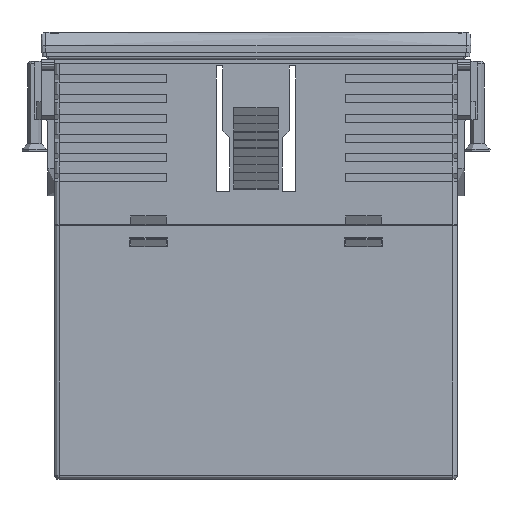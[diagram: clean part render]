
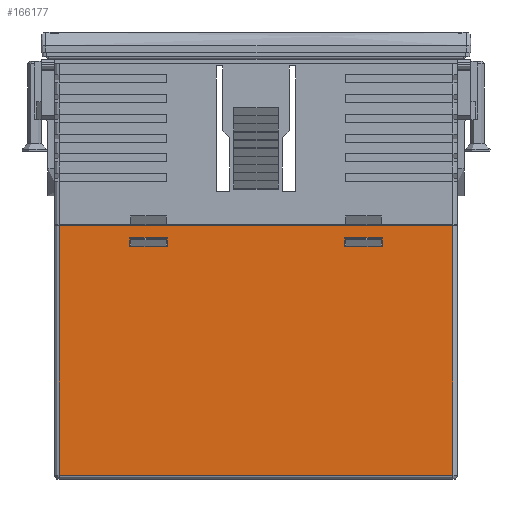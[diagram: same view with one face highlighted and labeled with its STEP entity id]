
A CAD part, front view. The second image highlights one B-rep face of the part: STEP entity #166177.
In plain terms, the highlighted planar face has unit normal (0, -1, 0).
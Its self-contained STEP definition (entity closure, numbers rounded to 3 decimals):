
#1278 = CARTESIAN_POINT ( 'NONE',  ( -44., -20.5, 89.7 ) ) ;
#3898 = VECTOR ( 'NONE', #212813, 1000. ) ;
#4697 = CARTESIAN_POINT ( 'NONE',  ( -44., -20.5, 0. ) ) ;
#5829 = VECTOR ( 'NONE', #200128, 1000. ) ;
#6214 = VECTOR ( 'NONE', #142971, 1000. ) ;
#11969 = ORIENTED_EDGE ( 'NONE', *, *, #171922, .T. ) ;
#12452 = CARTESIAN_POINT ( 'NONE',  ( 19.8, -20.5, 36.7 ) ) ;
#13710 = FACE_OUTER_BOUND ( 'NONE', #151038, .T. ) ;
#14978 = DIRECTION ( 'NONE',  ( 0., -1., 0. ) ) ;
#17139 = CARTESIAN_POINT ( 'NONE',  ( -28.2, -20.5, 36.7 ) ) ;
#24994 = VERTEX_POINT ( 'NONE', #100829 ) ;
#26897 = LINE ( 'NONE', #29786, #89605 ) ;
#28563 = ORIENTED_EDGE ( 'NONE', *, *, #171737, .T. ) ;
#29279 = ORIENTED_EDGE ( 'NONE', *, *, #186320, .T. ) ;
#29602 = CARTESIAN_POINT ( 'NONE',  ( -19.8, -20.5, 36.7 ) ) ;
#29786 = CARTESIAN_POINT ( 'NONE',  ( -45., -20.5, 38.7 ) ) ;
#32369 = EDGE_CURVE ( 'NONE', #132739, #62037, #222711, .T. ) ;
#32423 = DIRECTION ( 'NONE',  ( 0., 0., -1. ) ) ;
#34507 = CARTESIAN_POINT ( 'NONE',  ( 44., -20.5, 0. ) ) ;
#38975 = CARTESIAN_POINT ( 'NONE',  ( -44., -20.5, 34. ) ) ;
#41288 = DIRECTION ( 'NONE',  ( 0., 0., -1. ) ) ;
#41476 = VECTOR ( 'NONE', #145879, 1000. ) ;
#46329 = EDGE_CURVE ( 'NONE', #116862, #211809, #130285, .T. ) ;
#50518 = CARTESIAN_POINT ( 'NONE',  ( 44., -20.5, 34. ) ) ;
#51098 = DIRECTION ( 'NONE',  ( 0., 0., -1. ) ) ;
#51879 = CARTESIAN_POINT ( 'NONE',  ( -19.8, -20.5, 0. ) ) ;
#52804 = LINE ( 'NONE', #212959, #163869 ) ;
#54189 = CARTESIAN_POINT ( 'NONE',  ( 19.8, -20.5, 0. ) ) ;
#54345 = CARTESIAN_POINT ( 'NONE',  ( -45., -20.5, 34. ) ) ;
#59200 = ORIENTED_EDGE ( 'NONE', *, *, #117158, .T. ) ;
#59932 = AXIS2_PLACEMENT_3D ( 'NONE', #160695, #14978, #32423 ) ;
#62037 = VERTEX_POINT ( 'NONE', #174929 ) ;
#64391 = EDGE_LOOP ( 'NONE', ( #78258, #29279, #126225, #59200 ) ) ;
#73950 = EDGE_CURVE ( 'NONE', #62037, #112802, #206785, .T. ) ;
#77969 = VECTOR ( 'NONE', #236686, 1000. ) ;
#78258 = ORIENTED_EDGE ( 'NONE', *, *, #46329, .T. ) ;
#81192 = VECTOR ( 'NONE', #203476, 1000. ) ;
#82544 = ORIENTED_EDGE ( 'NONE', *, *, #82709, .T. ) ;
#82709 = EDGE_CURVE ( 'NONE', #131621, #151197, #172733, .T. ) ;
#83633 = LINE ( 'NONE', #54189, #77969 ) ;
#84137 = CARTESIAN_POINT ( 'NONE',  ( 28.2, -20.5, 38.7 ) ) ;
#85319 = CARTESIAN_POINT ( 'NONE',  ( -45., -20.5, 36.7 ) ) ;
#87240 = CARTESIAN_POINT ( 'NONE',  ( 19.8, -20.5, 38.7 ) ) ;
#89605 = VECTOR ( 'NONE', #212295, 1000. ) ;
#91415 = CARTESIAN_POINT ( 'NONE',  ( -19.8, -20.5, 38.7 ) ) ;
#93293 = CARTESIAN_POINT ( 'NONE',  ( -45., -20.5, 38.7 ) ) ;
#93401 = ORIENTED_EDGE ( 'NONE', *, *, #150822, .T. ) ;
#100829 = CARTESIAN_POINT ( 'NONE',  ( 28.2, -20.5, 36.7 ) ) ;
#101897 = PLANE ( 'NONE',  #59932 ) ;
#104884 = CARTESIAN_POINT ( 'NONE',  ( -45., -20.5, 36.7 ) ) ;
#106473 = EDGE_CURVE ( 'NONE', #24994, #141114, #212890, .T. ) ;
#110422 = EDGE_CURVE ( 'NONE', #151197, #24994, #52804, .T. ) ;
#112802 = VERTEX_POINT ( 'NONE', #1278 ) ;
#113165 = VERTEX_POINT ( 'NONE', #17139 ) ;
#114798 = VECTOR ( 'NONE', #41288, 1000. ) ;
#116862 = VERTEX_POINT ( 'NONE', #91415 ) ;
#117158 = EDGE_CURVE ( 'NONE', #150091, #116862, #26897, .T. ) ;
#119322 = CARTESIAN_POINT ( 'NONE',  ( -28.2, -20.5, 38.7 ) ) ;
#126225 = ORIENTED_EDGE ( 'NONE', *, *, #130204, .T. ) ;
#130204 = EDGE_CURVE ( 'NONE', #113165, #150091, #152504, .T. ) ;
#130285 = LINE ( 'NONE', #51879, #232888 ) ;
#131621 = VERTEX_POINT ( 'NONE', #87240 ) ;
#132739 = VERTEX_POINT ( 'NONE', #50518 ) ;
#137368 = LINE ( 'NONE', #4697, #114798 ) ;
#141114 = VERTEX_POINT ( 'NONE', #12452 ) ;
#142971 = DIRECTION ( 'NONE',  ( 0., 0., 1. ) ) ;
#143893 = DIRECTION ( 'NONE',  ( -1., 0., 0. ) ) ;
#145879 = DIRECTION ( 'NONE',  ( 1., 0., 0. ) ) ;
#150091 = VERTEX_POINT ( 'NONE', #119322 ) ;
#150130 = CARTESIAN_POINT ( 'NONE',  ( -45., -20.5, 89.7 ) ) ;
#150822 = EDGE_CURVE ( 'NONE', #200518, #132739, #154167, .T. ) ;
#151038 = EDGE_LOOP ( 'NONE', ( #172530, #11969, #93401, #214728 ) ) ;
#151197 = VERTEX_POINT ( 'NONE', #84137 ) ;
#152504 = LINE ( 'NONE', #185897, #81192 ) ;
#154167 = LINE ( 'NONE', #54345, #5829 ) ;
#158993 = FACE_BOUND ( 'NONE', #64391, .T. ) ;
#160695 = CARTESIAN_POINT ( 'NONE',  ( -45., -20.5, 0. ) ) ;
#163869 = VECTOR ( 'NONE', #212179, 1000. ) ;
#166177 = ADVANCED_FACE ( 'NONE', ( #13710, #158993, #190349 ), #101897, .T. ) ;
#168855 = ORIENTED_EDGE ( 'NONE', *, *, #106473, .T. ) ;
#171737 = EDGE_CURVE ( 'NONE', #141114, #131621, #83633, .T. ) ;
#171922 = EDGE_CURVE ( 'NONE', #112802, #200518, #137368, .T. ) ;
#172463 = VECTOR ( 'NONE', #222623, 1000. ) ;
#172530 = ORIENTED_EDGE ( 'NONE', *, *, #73950, .T. ) ;
#172733 = LINE ( 'NONE', #93293, #41476 ) ;
#174929 = CARTESIAN_POINT ( 'NONE',  ( 44., -20.5, 89.7 ) ) ;
#177685 = EDGE_LOOP ( 'NONE', ( #197576, #168855, #28563, #82544 ) ) ;
#185897 = CARTESIAN_POINT ( 'NONE',  ( -28.2, -20.5, 0. ) ) ;
#186320 = EDGE_CURVE ( 'NONE', #211809, #113165, #229140, .T. ) ;
#187248 = VECTOR ( 'NONE', #143893, 1000. ) ;
#190349 = FACE_BOUND ( 'NONE', #177685, .T. ) ;
#197576 = ORIENTED_EDGE ( 'NONE', *, *, #110422, .T. ) ;
#200128 = DIRECTION ( 'NONE',  ( 1., 0., 0. ) ) ;
#200518 = VERTEX_POINT ( 'NONE', #38975 ) ;
#203476 = DIRECTION ( 'NONE',  ( 0., 0., 1. ) ) ;
#206785 = LINE ( 'NONE', #150130, #172463 ) ;
#211809 = VERTEX_POINT ( 'NONE', #29602 ) ;
#212179 = DIRECTION ( 'NONE',  ( 0., 0., -1. ) ) ;
#212295 = DIRECTION ( 'NONE',  ( 1., 0., 0. ) ) ;
#212813 = DIRECTION ( 'NONE',  ( -1., 0., 0. ) ) ;
#212890 = LINE ( 'NONE', #104884, #187248 ) ;
#212959 = CARTESIAN_POINT ( 'NONE',  ( 28.2, -20.5, 0. ) ) ;
#214728 = ORIENTED_EDGE ( 'NONE', *, *, #32369, .T. ) ;
#222623 = DIRECTION ( 'NONE',  ( -1., 0., 0. ) ) ;
#222711 = LINE ( 'NONE', #34507, #6214 ) ;
#229140 = LINE ( 'NONE', #85319, #3898 ) ;
#232888 = VECTOR ( 'NONE', #51098, 1000. ) ;
#236686 = DIRECTION ( 'NONE',  ( 0., 0., 1. ) ) ;
